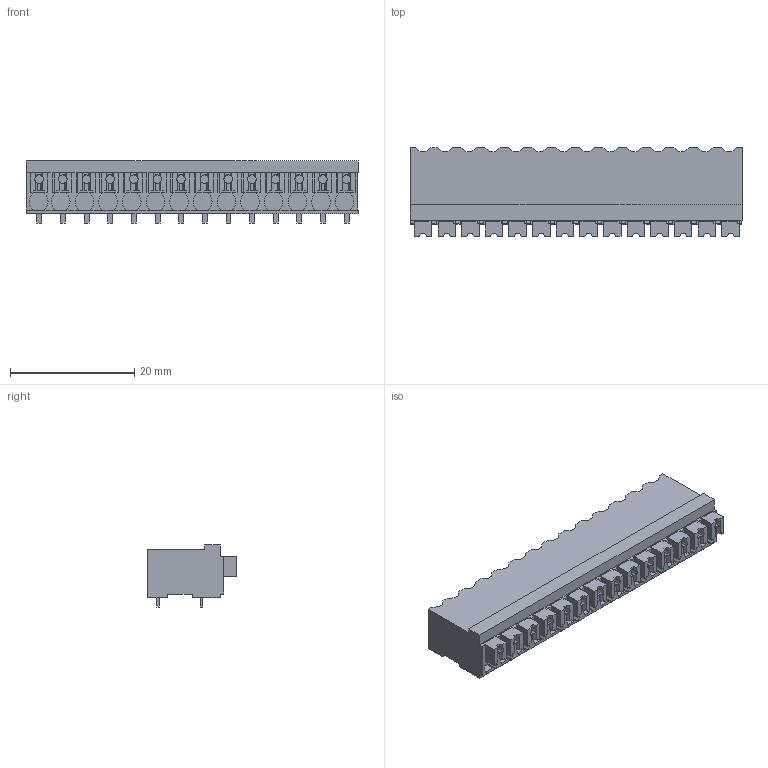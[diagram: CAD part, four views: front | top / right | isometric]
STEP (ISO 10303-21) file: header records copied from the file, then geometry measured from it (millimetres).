
FILE_DESCRIPTION(('CATIA V5 STEP Exchange','CAx-IF Rec.Pracs.--- Model Styling and Organization---1.2---2011-12-15'),'2;1');
FILE_NAME ('D1457806_0', '2018-03-15T05:39:18+00:00', ('none'), ('Weidmueller'), 'CATIA Version 5-6 Release 2014', 'CATIA V5 STEP AP214', 'none');
FILE_SCHEMA(('AUTOMOTIVE_DESIGN { 1 0 10303 214 1 1 1 1 }'));
Length unit declared in the file: millimetre
Products named in the file (1): 1869480000
Bounding box: 53.47 x 14.3 x 10 mm (x, y, z)
Volume: 4569.8 mm3; surface area: 4194.4 mm2
Topology: 43 solids, 43 shells, 1080 faces, 3041 edges, 2033 vertices
Faces by surface type: plane 912, cylinder 168
Entity records: 31616 total; most frequent: CARTESIAN_POINT 6088, ORIENTED_EDGE 6082, DIRECTION 3947, EDGE_CURVE 3041, VECTOR 2691, LINE 2691, VERTEX_POINT 2033, EDGE_LOOP 1094
